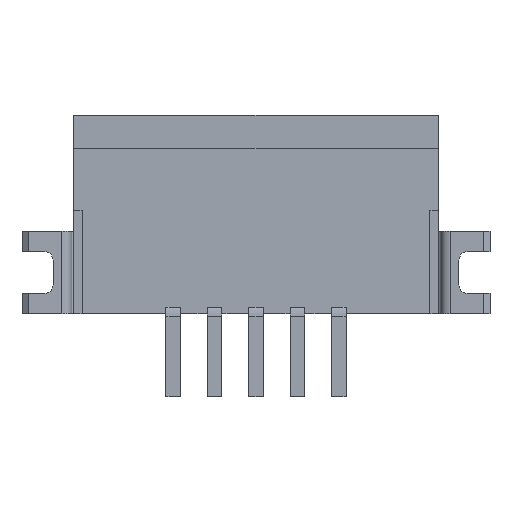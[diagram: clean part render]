
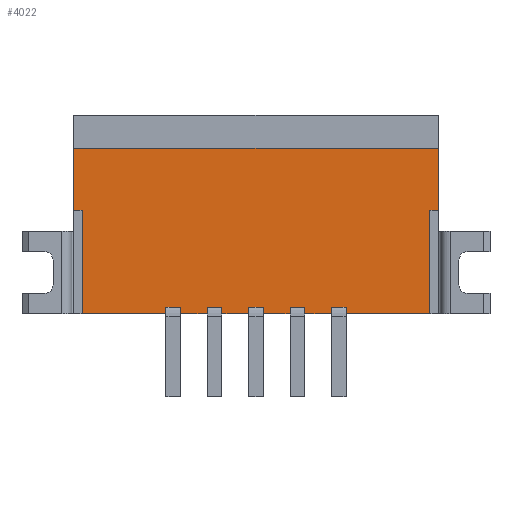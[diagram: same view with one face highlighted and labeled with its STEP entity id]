
A CAD part, front view. The second image highlights one B-rep face of the part: STEP entity #4022.
In plain terms, the highlighted planar face has unit normal (0, -1, 0).
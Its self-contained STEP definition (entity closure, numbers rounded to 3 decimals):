
#29=DIRECTION('',(0.,0.,-1.));
#30=VECTOR('',#29,1.5);
#31=CARTESIAN_POINT('',(-4.4,0.1,4.));
#32=LINE('',#31,#30);
#267=DIRECTION('',(1.,0.,0.));
#268=VECTOR('',#267,2.025);
#269=CARTESIAN_POINT('',(-4.2,0.1,0.));
#270=LINE('',#269,#268);
#283=DIRECTION('',(1.,0.,0.));
#284=VECTOR('',#283,0.65);
#285=CARTESIAN_POINT('',(-1.825,0.1,0.));
#286=LINE('',#285,#284);
#299=DIRECTION('',(1.,0.,0.));
#300=VECTOR('',#299,0.65);
#301=CARTESIAN_POINT('',(-0.825,0.1,0.));
#302=LINE('',#301,#300);
#315=DIRECTION('',(1.,0.,0.));
#316=VECTOR('',#315,0.65);
#317=CARTESIAN_POINT('',(0.175,0.1,0.));
#318=LINE('',#317,#316);
#331=DIRECTION('',(1.,0.,0.));
#332=VECTOR('',#331,0.65);
#333=CARTESIAN_POINT('',(1.175,0.1,0.));
#334=LINE('',#333,#332);
#347=DIRECTION('',(1.,0.,0.));
#348=VECTOR('',#347,2.025);
#349=CARTESIAN_POINT('',(2.175,0.1,0.));
#350=LINE('',#349,#348);
#581=DIRECTION('',(0.,0.,-1.));
#582=VECTOR('',#581,1.5);
#583=CARTESIAN_POINT('',(4.4,0.1,4.));
#584=LINE('',#583,#582);
#809=DIRECTION('',(1.,0.,0.));
#810=VECTOR('',#809,0.2);
#811=CARTESIAN_POINT('',(-4.4,0.1,2.5));
#812=LINE('',#811,#810);
#813=DIRECTION('',(1.,0.,0.));
#814=VECTOR('',#813,8.8);
#815=CARTESIAN_POINT('',(-4.4,0.1,4.));
#816=LINE('',#815,#814);
#817=DIRECTION('',(1.,0.,0.));
#818=VECTOR('',#817,0.2);
#819=CARTESIAN_POINT('',(4.2,0.1,2.5));
#820=LINE('',#819,#818);
#821=DIRECTION('',(0.,0.,1.));
#822=VECTOR('',#821,2.5);
#823=CARTESIAN_POINT('',(4.2,0.1,0.));
#824=LINE('',#823,#822);
#825=DIRECTION('',(0.,0.,-1.));
#826=VECTOR('',#825,0.168);
#827=CARTESIAN_POINT('',(2.175,0.1,0.168));
#828=LINE('',#827,#826);
#829=DIRECTION('',(1.,0.,0.));
#830=VECTOR('',#829,0.35);
#831=CARTESIAN_POINT('',(1.825,0.1,0.168));
#832=LINE('',#831,#830);
#833=DIRECTION('',(0.,0.,-1.));
#834=VECTOR('',#833,0.168);
#835=CARTESIAN_POINT('',(1.825,0.1,0.168));
#836=LINE('',#835,#834);
#837=DIRECTION('',(0.,0.,-1.));
#838=VECTOR('',#837,0.168);
#839=CARTESIAN_POINT('',(1.175,0.1,0.168));
#840=LINE('',#839,#838);
#841=DIRECTION('',(1.,0.,0.));
#842=VECTOR('',#841,0.35);
#843=CARTESIAN_POINT('',(0.825,0.1,0.168));
#844=LINE('',#843,#842);
#845=DIRECTION('',(0.,0.,-1.));
#846=VECTOR('',#845,0.168);
#847=CARTESIAN_POINT('',(0.825,0.1,0.168));
#848=LINE('',#847,#846);
#849=DIRECTION('',(0.,0.,-1.));
#850=VECTOR('',#849,0.168);
#851=CARTESIAN_POINT('',(0.175,0.1,0.168));
#852=LINE('',#851,#850);
#853=DIRECTION('',(1.,0.,0.));
#854=VECTOR('',#853,0.35);
#855=CARTESIAN_POINT('',(-0.175,0.1,0.168));
#856=LINE('',#855,#854);
#857=DIRECTION('',(0.,0.,-1.));
#858=VECTOR('',#857,0.168);
#859=CARTESIAN_POINT('',(-0.175,0.1,0.168));
#860=LINE('',#859,#858);
#861=DIRECTION('',(0.,0.,-1.));
#862=VECTOR('',#861,0.168);
#863=CARTESIAN_POINT('',(-0.825,0.1,0.168));
#864=LINE('',#863,#862);
#865=DIRECTION('',(1.,0.,0.));
#866=VECTOR('',#865,0.35);
#867=CARTESIAN_POINT('',(-1.175,0.1,0.168));
#868=LINE('',#867,#866);
#869=DIRECTION('',(0.,0.,-1.));
#870=VECTOR('',#869,0.168);
#871=CARTESIAN_POINT('',(-1.175,0.1,0.168));
#872=LINE('',#871,#870);
#873=DIRECTION('',(0.,0.,-1.));
#874=VECTOR('',#873,0.168);
#875=CARTESIAN_POINT('',(-1.825,0.1,0.168));
#876=LINE('',#875,#874);
#877=DIRECTION('',(1.,0.,0.));
#878=VECTOR('',#877,0.35);
#879=CARTESIAN_POINT('',(-2.175,0.1,0.168));
#880=LINE('',#879,#878);
#881=DIRECTION('',(0.,0.,-1.));
#882=VECTOR('',#881,0.168);
#883=CARTESIAN_POINT('',(-2.175,0.1,0.168));
#884=LINE('',#883,#882);
#885=DIRECTION('',(0.,0.,1.));
#886=VECTOR('',#885,2.5);
#887=CARTESIAN_POINT('',(-4.2,0.1,0.));
#888=LINE('',#887,#886);
#2299=CARTESIAN_POINT('',(-4.4,0.1,4.));
#2300=VERTEX_POINT('',#2299);
#2307=CARTESIAN_POINT('',(4.4,0.1,4.));
#2308=VERTEX_POINT('',#2307);
#2515=CARTESIAN_POINT('',(-4.4,0.1,2.5));
#2517=VERTEX_POINT('',#2515);
#2521=CARTESIAN_POINT('',(4.4,0.1,2.5));
#2523=VERTEX_POINT('',#2521);
#2527=CARTESIAN_POINT('',(-4.2,0.1,2.5));
#2528=VERTEX_POINT('',#2527);
#2529=CARTESIAN_POINT('',(4.2,0.1,2.5));
#2530=VERTEX_POINT('',#2529);
#2531=CARTESIAN_POINT('',(4.2,0.1,0.));
#2532=VERTEX_POINT('',#2531);
#2533=CARTESIAN_POINT('',(-4.2,0.1,0.));
#2534=VERTEX_POINT('',#2533);
#2563=CARTESIAN_POINT('',(-2.175,0.1,0.168));
#2564=VERTEX_POINT('',#2563);
#2565=CARTESIAN_POINT('',(-1.825,0.1,0.168));
#2566=VERTEX_POINT('',#2565);
#2635=CARTESIAN_POINT('',(-1.175,0.1,0.168));
#2636=VERTEX_POINT('',#2635);
#2637=CARTESIAN_POINT('',(-0.825,0.1,0.168));
#2638=VERTEX_POINT('',#2637);
#2659=CARTESIAN_POINT('',(-0.175,0.1,0.168));
#2660=VERTEX_POINT('',#2659);
#2661=CARTESIAN_POINT('',(0.175,0.1,0.168));
#2662=VERTEX_POINT('',#2661);
#2683=CARTESIAN_POINT('',(0.825,0.1,0.168));
#2684=VERTEX_POINT('',#2683);
#2685=CARTESIAN_POINT('',(1.175,0.1,0.168));
#2686=VERTEX_POINT('',#2685);
#2707=CARTESIAN_POINT('',(1.825,0.1,0.168));
#2708=VERTEX_POINT('',#2707);
#2709=CARTESIAN_POINT('',(2.175,0.1,0.168));
#2710=VERTEX_POINT('',#2709);
#2963=CARTESIAN_POINT('',(0.825,0.1,0.));
#2965=VERTEX_POINT('',#2963);
#2967=CARTESIAN_POINT('',(1.175,0.1,0.));
#2969=VERTEX_POINT('',#2967);
#2971=CARTESIAN_POINT('',(1.825,0.1,0.));
#2973=VERTEX_POINT('',#2971);
#2975=CARTESIAN_POINT('',(2.175,0.1,0.));
#2977=VERTEX_POINT('',#2975);
#2979=CARTESIAN_POINT('',(-1.175,0.1,0.));
#2981=VERTEX_POINT('',#2979);
#2983=CARTESIAN_POINT('',(-0.825,0.1,0.));
#2985=VERTEX_POINT('',#2983);
#2987=CARTESIAN_POINT('',(-0.175,0.1,0.));
#2989=VERTEX_POINT('',#2987);
#2991=CARTESIAN_POINT('',(0.175,0.1,0.));
#2993=VERTEX_POINT('',#2991);
#3003=CARTESIAN_POINT('',(-2.175,0.1,0.));
#3004=VERTEX_POINT('',#3003);
#3005=CARTESIAN_POINT('',(-1.825,0.1,0.));
#3006=VERTEX_POINT('',#3005);
#3968=CARTESIAN_POINT('',(-4.4,0.1,4.));
#3969=DIRECTION('',(0.,-1.,0.));
#3970=DIRECTION('',(0.,0.,-1.));
#3971=AXIS2_PLACEMENT_3D('',#3968,#3969,#3970);
#3972=PLANE('',#3971);
#3974=ORIENTED_EDGE('',*,*,#3973,.F.);
#3975=ORIENTED_EDGE('',*,*,#3032,.F.);
#3977=ORIENTED_EDGE('',*,*,#3976,.T.);
#3978=ORIENTED_EDGE('',*,*,#3551,.T.);
#3980=ORIENTED_EDGE('',*,*,#3979,.F.);
#3981=ORIENTED_EDGE('',*,*,#3959,.F.);
#3982=ORIENTED_EDGE('',*,*,#3321,.F.);
#3984=ORIENTED_EDGE('',*,*,#3983,.F.);
#3986=ORIENTED_EDGE('',*,*,#3985,.F.);
#3988=ORIENTED_EDGE('',*,*,#3987,.T.);
#3989=ORIENTED_EDGE('',*,*,#3313,.F.);
#3991=ORIENTED_EDGE('',*,*,#3990,.F.);
#3993=ORIENTED_EDGE('',*,*,#3992,.F.);
#3995=ORIENTED_EDGE('',*,*,#3994,.T.);
#3996=ORIENTED_EDGE('',*,*,#3305,.F.);
#3998=ORIENTED_EDGE('',*,*,#3997,.F.);
#4000=ORIENTED_EDGE('',*,*,#3999,.F.);
#4002=ORIENTED_EDGE('',*,*,#4001,.T.);
#4003=ORIENTED_EDGE('',*,*,#3297,.F.);
#4005=ORIENTED_EDGE('',*,*,#4004,.F.);
#4007=ORIENTED_EDGE('',*,*,#4006,.F.);
#4009=ORIENTED_EDGE('',*,*,#4008,.T.);
#4010=ORIENTED_EDGE('',*,*,#3289,.F.);
#4012=ORIENTED_EDGE('',*,*,#4011,.F.);
#4014=ORIENTED_EDGE('',*,*,#4013,.F.);
#4016=ORIENTED_EDGE('',*,*,#4015,.T.);
#4017=ORIENTED_EDGE('',*,*,#3281,.F.);
#4019=ORIENTED_EDGE('',*,*,#4018,.T.);
#4020=EDGE_LOOP('',(#3974,#3975,#3977,#3978,#3980,#3981,#3982,#3984,#3986,#3988,
#3989,#3991,#3993,#3995,#3996,#3998,#4000,#4002,#4003,#4005,#4007,#4009,#4010,
#4012,#4014,#4016,#4017,#4019));
#4021=FACE_OUTER_BOUND('',#4020,.F.);
#4022=ADVANCED_FACE('',(#4021),#3972,.T.);
#3032=EDGE_CURVE('',#2300,#2517,#32,.T.);
#3281=EDGE_CURVE('',#2534,#3004,#270,.T.);
#3289=EDGE_CURVE('',#3006,#2981,#286,.T.);
#3297=EDGE_CURVE('',#2985,#2989,#302,.T.);
#3305=EDGE_CURVE('',#2993,#2965,#318,.T.);
#3313=EDGE_CURVE('',#2969,#2973,#334,.T.);
#3321=EDGE_CURVE('',#2977,#2532,#350,.T.);
#3551=EDGE_CURVE('',#2308,#2523,#584,.T.);
#3959=EDGE_CURVE('',#2532,#2530,#824,.T.);
#3973=EDGE_CURVE('',#2517,#2528,#812,.T.);
#3976=EDGE_CURVE('',#2300,#2308,#816,.T.);
#3979=EDGE_CURVE('',#2530,#2523,#820,.T.);
#3983=EDGE_CURVE('',#2710,#2977,#828,.T.);
#3985=EDGE_CURVE('',#2708,#2710,#832,.T.);
#3987=EDGE_CURVE('',#2708,#2973,#836,.T.);
#3990=EDGE_CURVE('',#2686,#2969,#840,.T.);
#3992=EDGE_CURVE('',#2684,#2686,#844,.T.);
#3994=EDGE_CURVE('',#2684,#2965,#848,.T.);
#3997=EDGE_CURVE('',#2662,#2993,#852,.T.);
#3999=EDGE_CURVE('',#2660,#2662,#856,.T.);
#4001=EDGE_CURVE('',#2660,#2989,#860,.T.);
#4004=EDGE_CURVE('',#2638,#2985,#864,.T.);
#4006=EDGE_CURVE('',#2636,#2638,#868,.T.);
#4008=EDGE_CURVE('',#2636,#2981,#872,.T.);
#4011=EDGE_CURVE('',#2566,#3006,#876,.T.);
#4013=EDGE_CURVE('',#2564,#2566,#880,.T.);
#4015=EDGE_CURVE('',#2564,#3004,#884,.T.);
#4018=EDGE_CURVE('',#2534,#2528,#888,.T.);
